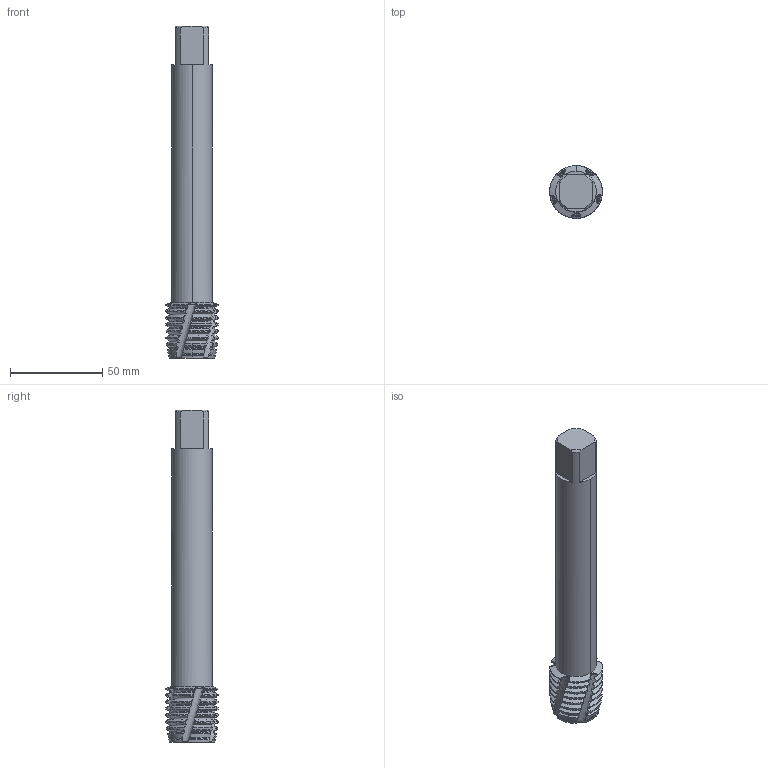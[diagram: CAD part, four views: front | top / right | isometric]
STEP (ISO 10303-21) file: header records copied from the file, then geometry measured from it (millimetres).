
FILE_DESCRIPTION(('no description'),'unknown implementation level');
FILE_NAME('solidYl8In425hMiyu7M1qOAA2bjg_Q8_1.STP',' ',('CIM GmbH Aachen'),('CADClick - KiM GmbH - www.kimweb.de'),'unknown preprocess','ACIS','unknown authorization');
FILE_SCHEMA(('automotive_design'));
Length unit declared in the file: millimetre
Products named in the file (2): 1; 2
Bounding box: 28.57 x 28.57 x 180 mm (x, y, z)
Volume: 71162.3 mm3; surface area: 19426.9 mm2
Topology: 2 solids, 2 shells, 349 faces, 1014 edges, 669 vertices
Faces by surface type: cone 132, cylinder 105, bspline 80, plane 17, revolution 15
Entity records: 33291 total; most frequent: CARTESIAN_POINT 14032, STYLED_ITEM 2034, PRESENTATION_STYLE_ASSIGNMENT 2034, COLOUR_RGB 2034, ORIENTED_EDGE 2028, DIRECTION 1212, EDGE_CURVE 1014, CURVE_STYLE 1014
